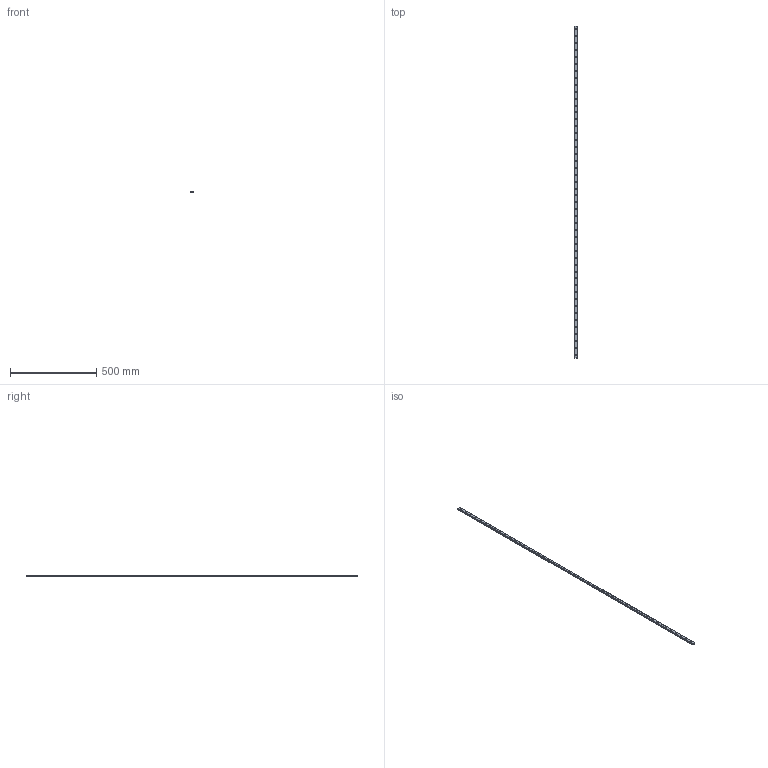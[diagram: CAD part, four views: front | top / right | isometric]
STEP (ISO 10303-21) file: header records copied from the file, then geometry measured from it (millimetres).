
FILE_DESCRIPTION(('STEP AP214'),'1');
FILE_NAME('cctmp_1DCBF2B6-5388-4631-9A5F-CA5CC48DB822_2021_02_19_13_34_44_0607..stp','2021-02-19T12:34:44',('HIWIN GmbH'),('CADClick - www.CADClick.com'),'Spatial InterOp 3D',' ','unknown authorization');
FILE_SCHEMA(('AUTOMOTIVE_DESIGN'));
Length unit declared in the file: millimetre
Products named in the file (1): MGNR15R1920CM_FILE
Bounding box: 15 x 1920 x 10 mm (x, y, z)
Volume: 266747.3 mm3; surface area: 113664 mm2
Topology: 1 solids, 1 shells, 527 faces, 1131 edges, 754 vertices
Faces by surface type: cylinder 304, plane 223
Entity records: 18793 total; most frequent: DIRECTION 2795, CARTESIAN_POINT 2413, ORIENTED_EDGE 2262, AXIS2_PLACEMENT_3D 1136, EDGE_CURVE 1131, VERTEX_POINT 754, EDGE_LOOP 675, CIRCLE 608
